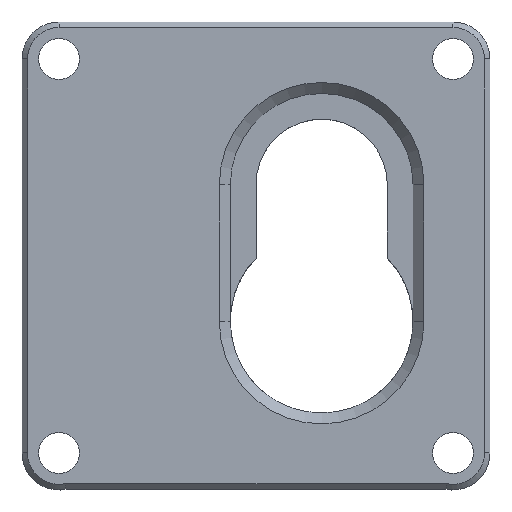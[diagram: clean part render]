
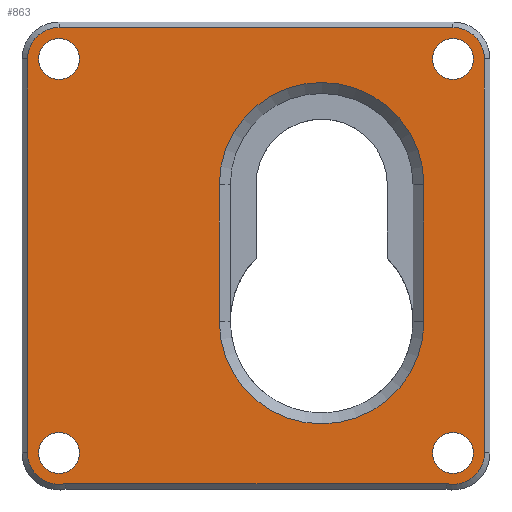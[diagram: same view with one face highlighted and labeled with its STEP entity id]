
A CAD part, top view. The second image highlights one B-rep face of the part: STEP entity #863.
In plain terms, the highlighted planar face has unit normal (0, 0, 1).
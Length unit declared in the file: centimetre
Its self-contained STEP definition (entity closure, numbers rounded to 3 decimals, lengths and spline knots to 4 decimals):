
#20=FACE_BOUND('',#161,.T.);
#21=FACE_BOUND('',#162,.T.);
#22=FACE_BOUND('',#163,.T.);
#23=FACE_BOUND('',#164,.T.);
#24=FACE_BOUND('',#165,.T.);
#81=PLANE('',#926);
#112=FACE_OUTER_BOUND('',#160,.T.);
#160=EDGE_LOOP('',(#651,#652,#653,#654,#655,#656,#657,#658));
#161=EDGE_LOOP('',(#659,#660,#661,#662));
#162=EDGE_LOOP('',(#663));
#163=EDGE_LOOP('',(#664));
#164=EDGE_LOOP('',(#665));
#165=EDGE_LOOP('',(#666));
#210=LINE('',#1263,#285);
#214=LINE('',#1275,#289);
#218=LINE('',#1287,#293);
#221=LINE('',#1298,#296);
#231=LINE('',#1327,#306);
#232=LINE('',#1330,#307);
#285=VECTOR('',#1005,1.);
#289=VECTOR('',#1017,1.);
#293=VECTOR('',#1029,1.);
#296=VECTOR('',#1042,1.);
#306=VECTOR('',#1070,1.);
#307=VECTOR('',#1073,1.);
#359=CIRCLE('',#902,0.2875);
#363=CIRCLE('',#908,0.2875);
#365=CIRCLE('',#912,0.2875);
#367=CIRCLE('',#916,0.2875);
#372=CIRCLE('',#927,0.935);
#373=CIRCLE('',#928,0.935);
#374=CIRCLE('',#929,0.1875);
#375=CIRCLE('',#930,0.1875);
#376=CIRCLE('',#931,0.1875);
#377=CIRCLE('',#932,0.1875);
#402=VERTEX_POINT('',#1253);
#403=VERTEX_POINT('',#1254);
#406=VERTEX_POINT('',#1262);
#408=VERTEX_POINT('',#1268);
#410=VERTEX_POINT('',#1274);
#412=VERTEX_POINT('',#1280);
#414=VERTEX_POINT('',#1286);
#417=VERTEX_POINT('',#1294);
#425=VERTEX_POINT('',#1323);
#426=VERTEX_POINT('',#1324);
#427=VERTEX_POINT('',#1326);
#428=VERTEX_POINT('',#1328);
#429=VERTEX_POINT('',#1331);
#430=VERTEX_POINT('',#1333);
#431=VERTEX_POINT('',#1335);
#432=VERTEX_POINT('',#1337);
#480=EDGE_CURVE('',#402,#403,#359,.T.);
#484=EDGE_CURVE('',#403,#406,#210,.T.);
#489=EDGE_CURVE('',#406,#408,#363,.T.);
#490=EDGE_CURVE('',#408,#410,#214,.T.);
#495=EDGE_CURVE('',#410,#412,#365,.T.);
#496=EDGE_CURVE('',#412,#414,#218,.T.);
#500=EDGE_CURVE('',#414,#417,#367,.T.);
#502=EDGE_CURVE('',#417,#402,#221,.T.);
#515=EDGE_CURVE('',#425,#426,#372,.T.);
#516=EDGE_CURVE('',#427,#425,#231,.T.);
#517=EDGE_CURVE('',#428,#427,#373,.T.);
#518=EDGE_CURVE('',#426,#428,#232,.T.);
#519=EDGE_CURVE('',#429,#429,#374,.T.);
#520=EDGE_CURVE('',#430,#430,#375,.T.);
#521=EDGE_CURVE('',#431,#431,#376,.T.);
#522=EDGE_CURVE('',#432,#432,#377,.T.);
#651=ORIENTED_EDGE('',*,*,#480,.F.);
#652=ORIENTED_EDGE('',*,*,#502,.F.);
#653=ORIENTED_EDGE('',*,*,#500,.F.);
#654=ORIENTED_EDGE('',*,*,#496,.F.);
#655=ORIENTED_EDGE('',*,*,#495,.F.);
#656=ORIENTED_EDGE('',*,*,#490,.F.);
#657=ORIENTED_EDGE('',*,*,#489,.F.);
#658=ORIENTED_EDGE('',*,*,#484,.F.);
#659=ORIENTED_EDGE('',*,*,#515,.F.);
#660=ORIENTED_EDGE('',*,*,#516,.F.);
#661=ORIENTED_EDGE('',*,*,#517,.F.);
#662=ORIENTED_EDGE('',*,*,#518,.F.);
#663=ORIENTED_EDGE('',*,*,#519,.T.);
#664=ORIENTED_EDGE('',*,*,#520,.T.);
#665=ORIENTED_EDGE('',*,*,#521,.T.);
#666=ORIENTED_EDGE('',*,*,#522,.T.);
#863=ADVANCED_FACE('',(#112,#20,#21,#22,#23,#24),#81,.F.);
#902=AXIS2_PLACEMENT_3D('',#1255,#996,#997);
#908=AXIS2_PLACEMENT_3D('',#1272,#1013,#1014);
#912=AXIS2_PLACEMENT_3D('',#1284,#1025,#1026);
#916=AXIS2_PLACEMENT_3D('',#1295,#1036,#1037);
#926=AXIS2_PLACEMENT_3D('',#1322,#1066,#1067);
#927=AXIS2_PLACEMENT_3D('',#1325,#1068,#1069);
#928=AXIS2_PLACEMENT_3D('',#1329,#1071,#1072);
#929=AXIS2_PLACEMENT_3D('',#1332,#1074,#1075);
#930=AXIS2_PLACEMENT_3D('',#1334,#1076,#1077);
#931=AXIS2_PLACEMENT_3D('',#1336,#1078,#1079);
#932=AXIS2_PLACEMENT_3D('',#1338,#1080,#1081);
#996=DIRECTION('center_axis',(0.,0.,-1.));
#997=DIRECTION('ref_axis',(-1.,0.,0.));
#1005=DIRECTION('',(0.,1.,0.));
#1013=DIRECTION('center_axis',(0.,0.,-1.));
#1014=DIRECTION('ref_axis',(-1.,0.,0.));
#1017=DIRECTION('',(1.,0.,0.));
#1025=DIRECTION('center_axis',(0.,0.,-1.));
#1026=DIRECTION('ref_axis',(1.,0.,0.));
#1029=DIRECTION('',(0.,-1.,0.));
#1036=DIRECTION('center_axis',(0.,0.,-1.));
#1037=DIRECTION('ref_axis',(1.,0.,0.));
#1042=DIRECTION('',(-1.,0.,0.));
#1066=DIRECTION('center_axis',(0.,0.,-1.));
#1067=DIRECTION('ref_axis',(-1.,0.,0.));
#1068=DIRECTION('center_axis',(0.,0.,1.));
#1069=DIRECTION('ref_axis',(-0.741,-0.672,0.));
#1070=DIRECTION('',(0.,-1.,0.));
#1071=DIRECTION('center_axis',(0.,0.,1.));
#1072=DIRECTION('ref_axis',(1.,0.,0.));
#1073=DIRECTION('',(0.,1.,0.));
#1074=DIRECTION('center_axis',(0.,0.,-1.));
#1075=DIRECTION('ref_axis',(1.,0.,0.));
#1076=DIRECTION('center_axis',(0.,0.,-1.));
#1077=DIRECTION('ref_axis',(1.,0.,0.));
#1078=DIRECTION('center_axis',(0.,0.,-1.));
#1079=DIRECTION('ref_axis',(1.,0.,0.));
#1080=DIRECTION('center_axis',(0.,0.,-1.));
#1081=DIRECTION('ref_axis',(1.,0.,0.));
#1253=CARTESIAN_POINT('',(-3.5403,-0.2812,0.9));
#1254=CARTESIAN_POINT('',(-3.8875,0.,0.9));
#1255=CARTESIAN_POINT('Origin',(-3.6,0.,0.9));
#1262=CARTESIAN_POINT('',(-3.8875,3.6,0.9));
#1263=CARTESIAN_POINT('',(-3.8875,1.8,0.9));
#1268=CARTESIAN_POINT('',(-3.6,3.8875,0.9));
#1272=CARTESIAN_POINT('Origin',(-3.6,3.6,0.9));
#1274=CARTESIAN_POINT('',(0.,3.8875,0.9));
#1275=CARTESIAN_POINT('',(0.,3.8875,0.9));
#1280=CARTESIAN_POINT('',(0.2875,3.6,0.9));
#1284=CARTESIAN_POINT('Origin',(0.,3.6,0.9));
#1286=CARTESIAN_POINT('',(0.2875,0.,0.9));
#1287=CARTESIAN_POINT('',(0.2875,0.,0.9));
#1294=CARTESIAN_POINT('',(-0.0597,-0.2812,0.9));
#1295=CARTESIAN_POINT('Origin',(0.,0.,0.9));
#1298=CARTESIAN_POINT('',(-1.7677,-0.2812,0.9));
#1322=CARTESIAN_POINT('Origin',(0.,0.,0.9));
#1323=CARTESIAN_POINT('',(-2.135,1.2,0.9));
#1324=CARTESIAN_POINT('',(-0.265,1.2,0.9));
#1325=CARTESIAN_POINT('Origin',(-1.2,1.2,0.9));
#1326=CARTESIAN_POINT('',(-2.135,2.45,0.9));
#1327=CARTESIAN_POINT('',(-2.135,1.2,0.9));
#1328=CARTESIAN_POINT('',(-0.265,2.45,0.9));
#1329=CARTESIAN_POINT('Origin',(-1.2,2.45,0.9));
#1330=CARTESIAN_POINT('',(-0.265,0.6,0.9));
#1331=CARTESIAN_POINT('',(0.1875,3.6,0.9));
#1332=CARTESIAN_POINT('Origin',(0.,3.6,0.9));
#1333=CARTESIAN_POINT('',(-3.4125,3.6,0.9));
#1334=CARTESIAN_POINT('Origin',(-3.6,3.6,0.9));
#1335=CARTESIAN_POINT('',(-3.4125,0.,0.9));
#1336=CARTESIAN_POINT('Origin',(-3.6,0.,0.9));
#1337=CARTESIAN_POINT('',(0.1875,0.,0.9));
#1338=CARTESIAN_POINT('Origin',(0.,0.,0.9));
